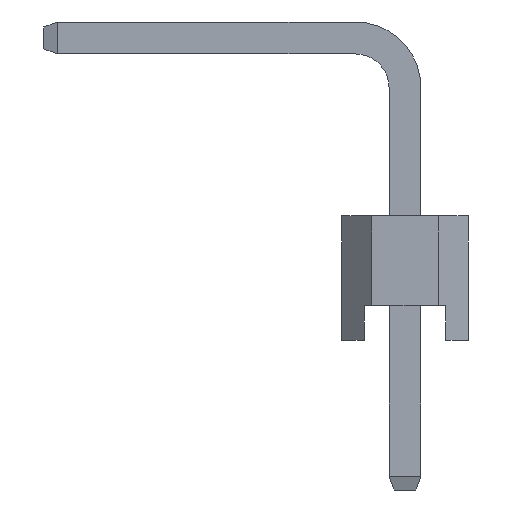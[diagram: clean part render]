
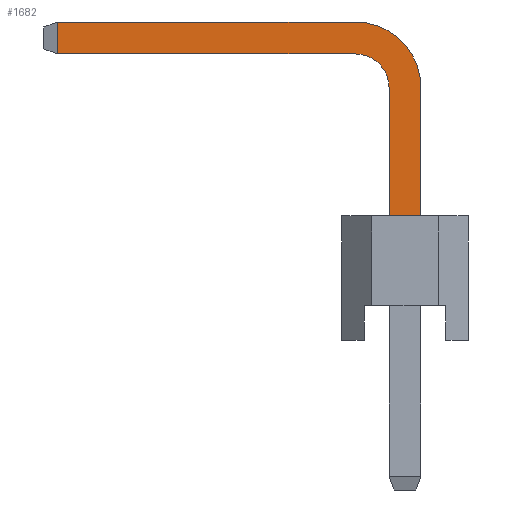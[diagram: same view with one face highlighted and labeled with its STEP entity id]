
A CAD part, left-side view. The second image highlights one B-rep face of the part: STEP entity #1682.
In plain terms, the highlighted planar face has unit normal (-1, 0, 0).
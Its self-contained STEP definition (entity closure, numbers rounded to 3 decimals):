
#1682=ADVANCED_FACE('',(#5152),#5154,.T.);
#5152=FACE_BOUND('',#5153,.T.);
#5153=EDGE_LOOP('',(#8009,#8010,#8011,#8012,#8013,#8014,#8015,#8016));
#5154=PLANE('',#5155);
#5155=AXIS2_PLACEMENT_3D('',#5156,#5157,#5158);
#5156=CARTESIAN_POINT('',(-0.32,0.32,-3.));
#5157=DIRECTION('',(-1.,0.,0.));
#5158=DIRECTION('',(0.,-1.,0.));
#8009=ORIENTED_EDGE('',*,*,#9742,.F.);
#8010=ORIENTED_EDGE('',*,*,#9743,.F.);
#8011=ORIENTED_EDGE('',*,*,#9744,.F.);
#8012=ORIENTED_EDGE('',*,*,#9731,.F.);
#8013=ORIENTED_EDGE('',*,*,#9100,.T.);
#8014=ORIENTED_EDGE('',*,*,#9741,.T.);
#8015=ORIENTED_EDGE('',*,*,#9745,.T.);
#8016=ORIENTED_EDGE('',*,*,#9746,.T.);
#9100=EDGE_CURVE('',#10298,#10302,#10304,.T.);
#9731=EDGE_CURVE('',#10298,#11363,#11364,.T.);
#9741=EDGE_CURVE('',#10302,#11379,#11381,.T.);
#9742=EDGE_CURVE('',#11382,#11383,#11384,.T.);
#9743=EDGE_CURVE('',#11385,#11382,#11386,.T.);
#9744=EDGE_CURVE('',#11363,#11385,#11387,.T.);
#9745=EDGE_CURVE('',#11379,#11388,#11389,.T.);
#9746=EDGE_CURVE('',#11388,#11383,#11390,.T.);
#10298=VERTEX_POINT('',#12306);
#10302=VERTEX_POINT('',#12314);
#10304=LINE('',#12318,#12319);
#11363=VERTEX_POINT('',#14687);
#11364=LINE('',#14688,#14689);
#11379=VERTEX_POINT('',#14723);
#11381=LINE('',#14727,#14728);
#11382=VERTEX_POINT('',#14730);
#11383=VERTEX_POINT('',#14731);
#11384=LINE('',#14732,#14733);
#11385=VERTEX_POINT('',#14735);
#11386=LINE('',#14736,#14737);
#11387=CIRCLE('',#14739,0.68);
#11388=VERTEX_POINT('',#14743);
#11389=CIRCLE('',#14744,1.32);
#11390=LINE('',#14748,#14749);
#12306=CARTESIAN_POINT('',(-0.32,0.32,2.5));
#12314=CARTESIAN_POINT('',(-0.32,-0.32,2.5));
#12318=CARTESIAN_POINT('',(-0.32,0.32,2.5));
#12319=VECTOR('',#12320,1.);
#12320=DIRECTION('',(0.,-1.,0.));
#14687=CARTESIAN_POINT('',(-0.32,0.32,5.07));
#14688=CARTESIAN_POINT('',(-0.32,0.32,2.5));
#14689=VECTOR('',#14690,1.);
#14690=DIRECTION('',(0.,0.,1.));
#14723=CARTESIAN_POINT('',(-0.32,-0.32,5.07));
#14727=CARTESIAN_POINT('',(-0.32,-0.32,2.5));
#14728=VECTOR('',#14729,1.);
#14729=DIRECTION('',(0.,0.,1.));
#14730=CARTESIAN_POINT('',(-0.32,6.975,5.75));
#14731=CARTESIAN_POINT('',(-0.32,6.975,6.39));
#14732=CARTESIAN_POINT('',(-0.32,6.975,5.75));
#14733=VECTOR('',#14734,1.);
#14734=DIRECTION('',(0.,0.,1.));
#14735=CARTESIAN_POINT('',(-0.32,1.,5.75));
#14736=CARTESIAN_POINT('',(-0.32,1.,5.75));
#14737=VECTOR('',#14738,1.);
#14738=DIRECTION('',(0.,1.,0.));
#14739=AXIS2_PLACEMENT_3D('',#14740,#14741,#14742);
#14740=CARTESIAN_POINT('',(-0.32,1.,5.07));
#14741=DIRECTION('',(-1.,-0.,0.));
#14742=DIRECTION('',(0.,-1.,0.));
#14743=CARTESIAN_POINT('',(-0.32,1.,6.39));
#14744=AXIS2_PLACEMENT_3D('',#14745,#14746,#14747);
#14745=CARTESIAN_POINT('',(-0.32,1.,5.07));
#14746=DIRECTION('',(-1.,-0.,0.));
#14747=DIRECTION('',(0.,-1.,0.));
#14748=CARTESIAN_POINT('',(-0.32,1.,6.39));
#14749=VECTOR('',#14750,1.);
#14750=DIRECTION('',(0.,1.,0.));
